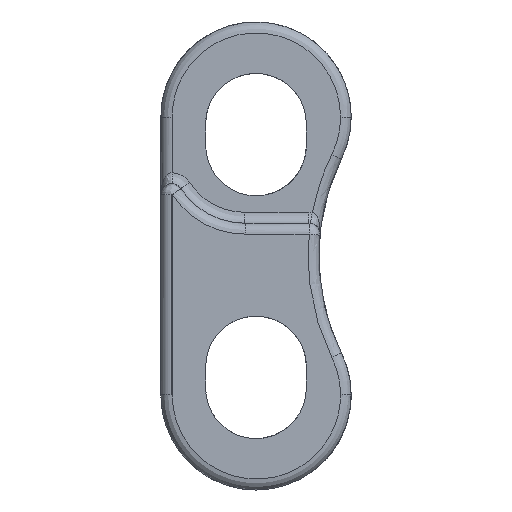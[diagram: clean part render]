
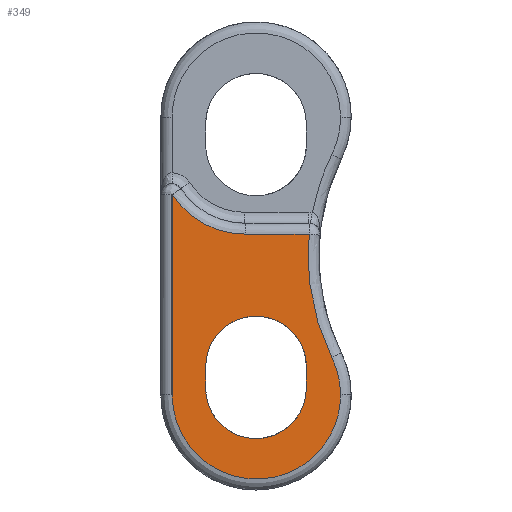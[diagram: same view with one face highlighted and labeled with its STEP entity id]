
A CAD part, left-side view. The second image highlights one B-rep face of the part: STEP entity #349.
In plain terms, the highlighted planar face has unit normal (-0.999, -0.035, 0).
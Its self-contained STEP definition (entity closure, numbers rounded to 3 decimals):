
#28 = DIRECTION ( 'NONE',  ( 0., 0., 1. ) ) ;
#45 = CARTESIAN_POINT ( 'NONE',  ( -42.078, -8.217, -5.757 ) ) ;
#275 = VERTEX_POINT ( 'NONE', #11267 ) ;
#280 = EDGE_CURVE ( 'NONE', #275, #7732, #8033, .T. ) ;
#300 =( BOUNDED_CURVE ( )  B_SPLINE_CURVE ( 3, ( #7743, #45, #14137, #3175 ),
 .UNSPECIFIED., .F., .F. ) 
 B_SPLINE_CURVE_WITH_KNOTS ( ( 4, 4 ),
 ( 0., 0.458 ),
 .UNSPECIFIED. ) 
 CURVE ( )  GEOMETRIC_REPRESENTATION_ITEM ( )  RATIONAL_B_SPLINE_CURVE ( ( 1., 0.983, 0.983, 1. ) ) 
 REPRESENTATION_ITEM ( '' )  );
#349 = ADVANCED_FACE ( 'NONE', ( #538, #8231 ), #2715, .T. ) ;
#433 = EDGE_CURVE ( 'NONE', #4620, #13169, #11553, .T. ) ;
#458 = VERTEX_POINT ( 'NONE', #1393 ) ;
#538 = FACE_BOUND ( 'NONE', #6779, .T. ) ;
#566 = VECTOR ( 'NONE', #12496, 1000. ) ;
#591 = EDGE_CURVE ( 'NONE', #458, #11772, #3495, .T. ) ;
#632 = VECTOR ( 'NONE', #1425, 1000. ) ;
#1229 = EDGE_CURVE ( 'NONE', #7732, #13115, #8151, .T. ) ;
#1353 = CARTESIAN_POINT ( 'NONE',  ( -42.133, -6.65, -0.45 ) ) ;
#1393 = CARTESIAN_POINT ( 'NONE',  ( -42.347, -0.517, -6.35 ) ) ;
#1425 = DIRECTION ( 'NONE',  ( 0., 0., -1. ) ) ;
#1489 = CARTESIAN_POINT ( 'NONE',  ( -42.347, -0.517, 10.7 ) ) ;
#1684 = ORIENTED_EDGE ( 'NONE', *, *, #6510, .T. ) ;
#1706 = ORIENTED_EDGE ( 'NONE', *, *, #4450, .T. ) ;
#1956 = CARTESIAN_POINT ( 'NONE',  ( -42.078, -8.217, -14.05 ) ) ;
#2229 = CARTESIAN_POINT ( 'NONE',  ( -42.347, -0.517, 2.8 ) ) ;
#2442 = CARTESIAN_POINT ( 'NONE',  ( -42.293, -2.05, -0.45 ) ) ;
#2575 = DIRECTION ( 'NONE',  ( 0.035, -0.999, 0. ) ) ;
#2580 = CARTESIAN_POINT ( 'NONE',  ( -42.092, -7.82, -4.646 ) ) ;
#2715 = PLANE ( 'NONE',  #7795 ) ;
#3019 = CARTESIAN_POINT ( 'NONE',  ( -42.128, -6.784, 1. ) ) ;
#3074 = CARTESIAN_POINT ( 'NONE',  ( -42.133, -6.65, -6.05 ) ) ;
#3175 = CARTESIAN_POINT ( 'NONE',  ( -42.092, -7.82, -4.646 ) ) ;
#3258 =( BOUNDED_CURVE ( )  B_SPLINE_CURVE ( 3, ( #9559, #3970, #14068, #8399 ),
 .UNSPECIFIED., .F., .F. ) 
 B_SPLINE_CURVE_WITH_KNOTS ( ( 4, 4 ),
 ( 2.683, 3.237 ),
 .UNSPECIFIED. ) 
 CURVE ( )  GEOMETRIC_REPRESENTATION_ITEM ( )  RATIONAL_B_SPLINE_CURVE ( ( 1., 0.975, 0.975, 1. ) ) 
 REPRESENTATION_ITEM ( '' )  );
#3367 = CARTESIAN_POINT ( 'NONE',  ( -42.133, -6.65, -5.05 ) ) ;
#3495 =( BOUNDED_CURVE ( )  B_SPLINE_CURVE ( 3, ( #8331, #8537, #1956, #5290 ),
 .UNSPECIFIED., .F., .T. ) 
 B_SPLINE_CURVE_WITH_KNOTS ( ( 4, 4 ),
 ( 3.142, 6.283 ),
 .UNSPECIFIED. ) 
 CURVE ( )  GEOMETRIC_REPRESENTATION_ITEM ( )  RATIONAL_B_SPLINE_CURVE ( ( 1., 0.333, 0.333, 1. ) ) 
 REPRESENTATION_ITEM ( '' )  );
#3511 = CARTESIAN_POINT ( 'NONE',  ( -42.293, -2.05, -5.05 ) ) ;
#3536 = CARTESIAN_POINT ( 'NONE',  ( -42.293, -2.05, -6.05 ) ) ;
#3970 = CARTESIAN_POINT ( 'NONE',  ( -42.122, -6.951, -2.886 ) ) ;
#3974 = CARTESIAN_POINT ( 'NONE',  ( -42.293, -2.05, -6.05 ) ) ;
#4136 = CARTESIAN_POINT ( 'NONE',  ( -42.293, -2.05, -7.397 ) ) ;
#4450 = EDGE_CURVE ( 'NONE', #7829, #8431, #3258, .T. ) ;
#4620 = VERTEX_POINT ( 'NONE', #9769 ) ;
#4648 = EDGE_CURVE ( 'NONE', #11772, #7829, #300, .T. ) ;
#5143 = LINE ( 'NONE', #3974, #11700 ) ;
#5290 = CARTESIAN_POINT ( 'NONE',  ( -42.078, -8.217, -6.35 ) ) ;
#5692 = VERTEX_POINT ( 'NONE', #3536 ) ;
#5831 = ORIENTED_EDGE ( 'NONE', *, *, #13138, .T. ) ;
#5838 = CARTESIAN_POINT ( 'NONE',  ( -42.278, -2.484, 1. ) ) ;
#5917 = CARTESIAN_POINT ( 'NONE',  ( -42.133, -6.65, -6.05 ) ) ;
#5986 =( BOUNDED_CURVE ( )  B_SPLINE_CURVE ( 3, ( #9647, #14077, #4136, #9848 ),
 .UNSPECIFIED., .F., .F. ) 
 B_SPLINE_CURVE_WITH_KNOTS ( ( 4, 4 ),
 ( 1.571, 3.142 ),
 .UNSPECIFIED. ) 
 CURVE ( )  GEOMETRIC_REPRESENTATION_ITEM ( )  RATIONAL_B_SPLINE_CURVE ( ( 1., 0.805, 0.805, 1. ) ) 
 REPRESENTATION_ITEM ( '' )  );
#6359 = CARTESIAN_POINT ( 'NONE',  ( -42.133, -6.65, -5.05 ) ) ;
#6385 = EDGE_CURVE ( 'NONE', #8431, #4620, #11389, .T. ) ;
#6510 = EDGE_CURVE ( 'NONE', #7825, #5692, #5986, .T. ) ;
#6577 = CARTESIAN_POINT ( 'NONE',  ( -42.133, -6.65, -6.05 ) ) ;
#6779 = EDGE_LOOP ( 'NONE', ( #12314, #1684, #5831, #7664, #13548 ) ) ;
#7067 = CARTESIAN_POINT ( 'NONE',  ( -42.347, -0.517, 2.8 ) ) ;
#7664 = ORIENTED_EDGE ( 'NONE', *, *, #280, .T. ) ;
#7665 = ORIENTED_EDGE ( 'NONE', *, *, #4648, .T. ) ;
#7732 = VERTEX_POINT ( 'NONE', #6359 ) ;
#7743 = CARTESIAN_POINT ( 'NONE',  ( -42.078, -8.217, -6.35 ) ) ;
#7795 = AXIS2_PLACEMENT_3D ( 'NONE', #12637, #12495, #2575 ) ;
#7825 = VERTEX_POINT ( 'NONE', #9240 ) ;
#7829 = VERTEX_POINT ( 'NONE', #2580 ) ;
#8033 =( BOUNDED_CURVE ( )  B_SPLINE_CURVE ( 3, ( #3511, #2442, #1353, #3367 ),
 .UNSPECIFIED., .F., .T. ) 
 B_SPLINE_CURVE_WITH_KNOTS ( ( 4, 4 ),
 ( 3.142, 6.283 ),
 .UNSPECIFIED. ) 
 CURVE ( )  GEOMETRIC_REPRESENTATION_ITEM ( )  RATIONAL_B_SPLINE_CURVE ( ( 1., 0.333, 0.333, 1. ) ) 
 REPRESENTATION_ITEM ( '' )  );
#8136 =( BOUNDED_CURVE ( )  B_SPLINE_CURVE ( 3, ( #3074, #8718, #9746, #13148 ),
 .UNSPECIFIED., .F., .F. ) 
 B_SPLINE_CURVE_WITH_KNOTS ( ( 4, 4 ),
 ( 0., 1.571 ),
 .UNSPECIFIED. ) 
 CURVE ( )  GEOMETRIC_REPRESENTATION_ITEM ( )  RATIONAL_B_SPLINE_CURVE ( ( 1., 0.805, 0.805, 1. ) ) 
 REPRESENTATION_ITEM ( '' )  );
#8151 = LINE ( 'NONE', #5917, #632 ) ;
#8231 = FACE_OUTER_BOUND ( 'NONE', #11166, .T. ) ;
#8331 = CARTESIAN_POINT ( 'NONE',  ( -42.347, -0.517, -6.35 ) ) ;
#8399 = CARTESIAN_POINT ( 'NONE',  ( -42.128, -6.784, 1. ) ) ;
#8431 = VERTEX_POINT ( 'NONE', #3019 ) ;
#8537 = CARTESIAN_POINT ( 'NONE',  ( -42.347, -0.517, -14.05 ) ) ;
#8718 = CARTESIAN_POINT ( 'NONE',  ( -42.133, -6.65, -7.397 ) ) ;
#8906 = CARTESIAN_POINT ( 'NONE',  ( -42.078, -8.217, -6.35 ) ) ;
#9211 = CARTESIAN_POINT ( 'NONE',  ( -42.365, 0., 1. ) ) ;
#9240 = CARTESIAN_POINT ( 'NONE',  ( -42.213, -4.35, -8.35 ) ) ;
#9559 = CARTESIAN_POINT ( 'NONE',  ( -42.092, -7.82, -4.646 ) ) ;
#9647 = CARTESIAN_POINT ( 'NONE',  ( -42.213, -4.35, -8.35 ) ) ;
#9746 = CARTESIAN_POINT ( 'NONE',  ( -42.166, -5.697, -8.35 ) ) ;
#9769 = CARTESIAN_POINT ( 'NONE',  ( -42.23, -3.858, 1. ) ) ;
#9813 = ORIENTED_EDGE ( 'NONE', *, *, #12351, .T. ) ;
#9835 = EDGE_CURVE ( 'NONE', #13115, #7825, #8136, .T. ) ;
#9848 = CARTESIAN_POINT ( 'NONE',  ( -42.293, -2.05, -6.05 ) ) ;
#10034 = LINE ( 'NONE', #1489, #566 ) ;
#10202 = ORIENTED_EDGE ( 'NONE', *, *, #6385, .T. ) ;
#10384 = CARTESIAN_POINT ( 'NONE',  ( -42.23, -3.858, 1. ) ) ;
#10428 = DIRECTION ( 'NONE',  ( -0.035, 0.999, 0. ) ) ;
#11166 = EDGE_LOOP ( 'NONE', ( #9813, #13856, #7665, #1706, #10202, #11863 ) ) ;
#11267 = CARTESIAN_POINT ( 'NONE',  ( -42.293, -2.05, -5.05 ) ) ;
#11389 = LINE ( 'NONE', #9211, #13042 ) ;
#11553 =( BOUNDED_CURVE ( )  B_SPLINE_CURVE ( 3, ( #10384, #5838, #12564, #7067 ),
 .UNSPECIFIED., .F., .T. ) 
 B_SPLINE_CURVE_WITH_KNOTS ( ( 4, 4 ),
 ( 4.712, 5.701 ),
 .UNSPECIFIED. ) 
 CURVE ( )  GEOMETRIC_REPRESENTATION_ITEM ( )  RATIONAL_B_SPLINE_CURVE ( ( 1., 0.92, 0.92, 1. ) ) 
 REPRESENTATION_ITEM ( '' )  );
#11700 = VECTOR ( 'NONE', #28, 1000. ) ;
#11772 = VERTEX_POINT ( 'NONE', #8906 ) ;
#11863 = ORIENTED_EDGE ( 'NONE', *, *, #433, .T. ) ;
#12314 = ORIENTED_EDGE ( 'NONE', *, *, #9835, .T. ) ;
#12351 = EDGE_CURVE ( 'NONE', #13169, #458, #10034, .T. ) ;
#12495 = DIRECTION ( 'NONE',  ( -0.999, -0.035, 0. ) ) ;
#12496 = DIRECTION ( 'NONE',  ( 0., 0., -1. ) ) ;
#12564 = CARTESIAN_POINT ( 'NONE',  ( -42.321, -1.273, 1.652 ) ) ;
#12637 = CARTESIAN_POINT ( 'NONE',  ( -42.365, 0., 10.7 ) ) ;
#13042 = VECTOR ( 'NONE', #10428, 1000. ) ;
#13115 = VERTEX_POINT ( 'NONE', #6577 ) ;
#13138 = EDGE_CURVE ( 'NONE', #5692, #275, #5143, .T. ) ;
#13148 = CARTESIAN_POINT ( 'NONE',  ( -42.213, -4.35, -8.35 ) ) ;
#13169 = VERTEX_POINT ( 'NONE', #2229 ) ;
#13548 = ORIENTED_EDGE ( 'NONE', *, *, #1229, .T. ) ;
#13856 = ORIENTED_EDGE ( 'NONE', *, *, #591, .T. ) ;
#14068 = CARTESIAN_POINT ( 'NONE',  ( -42.135, -6.597, -0.955 ) ) ;
#14077 = CARTESIAN_POINT ( 'NONE',  ( -42.26, -3.003, -8.35 ) ) ;
#14137 = CARTESIAN_POINT ( 'NONE',  ( -42.083, -8.083, -5.179 ) ) ;
